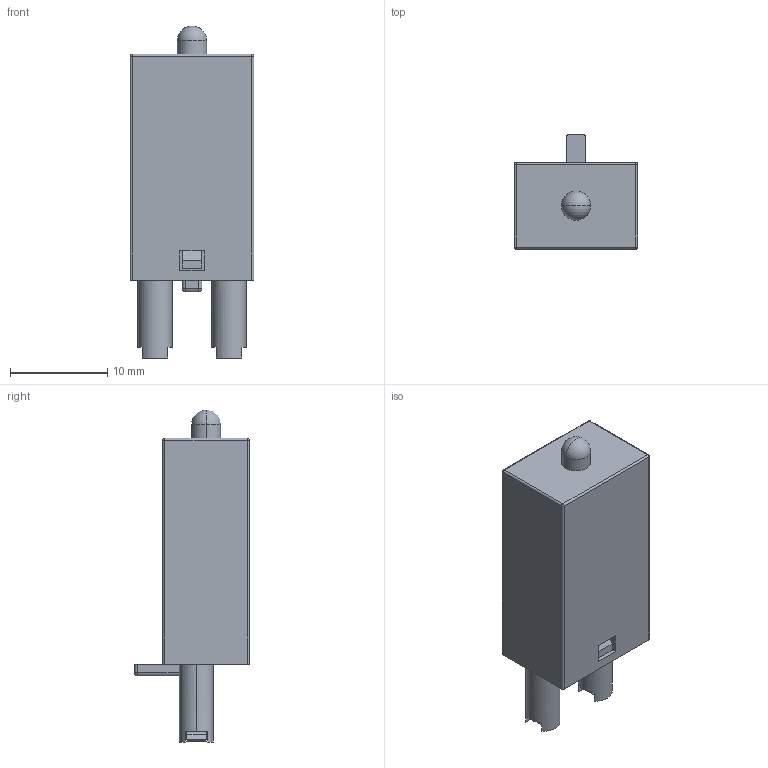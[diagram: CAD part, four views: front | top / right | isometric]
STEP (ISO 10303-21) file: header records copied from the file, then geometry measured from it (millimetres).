
FILE_DESCRIPTION (( 'STEP AP203' ), '1' );
FILE_NAME ('22_HFXX(G) .STEP', '2024-12-16T19:56:39', ( '' ), ( '' ), 'SwSTEP 2.0', 'SolidWorks 2022', '' );
FILE_SCHEMA (( 'CONFIG_CONTROL_DESIGN' ));
Length unit declared in the file: millimetre
Products named in the file (1): 22_HFXX(G) 
Bounding box: 12.7 x 11.8 x 34.1 mm (x, y, z)
Volume: 1284.6 mm3; surface area: 3113.4 mm2
Topology: 7 solids, 7 shells, 469 faces, 1161 edges, 696 vertices
Faces by surface type: plane 338, cylinder 83, bspline 36, sphere 12
Entity records: 14748 total; most frequent: CARTESIAN_POINT 3953, ORIENTED_EDGE 2294, DIRECTION 2011, EDGE_CURVE 1147, VECTOR 971, LINE 971, VERTEX_POINT 694, AXIS2_PLACEMENT_3D 520
